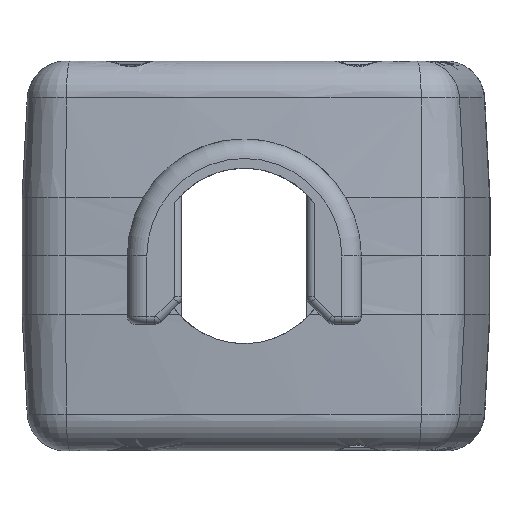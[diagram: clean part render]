
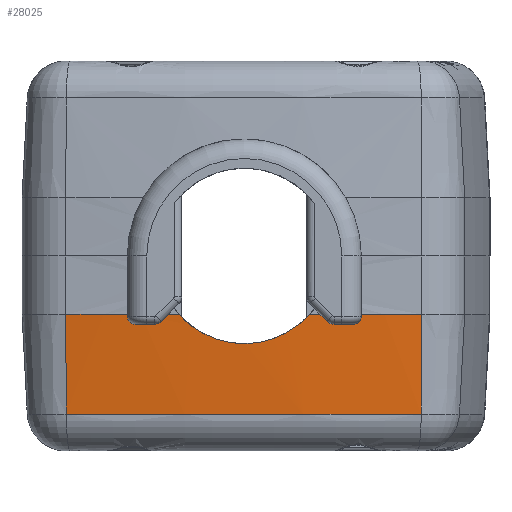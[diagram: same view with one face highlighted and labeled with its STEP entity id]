
A CAD part, front view. The second image highlights one B-rep face of the part: STEP entity #28025.
In plain terms, the highlighted conical face has half-angle 3 degrees and reference radius 90 mm.
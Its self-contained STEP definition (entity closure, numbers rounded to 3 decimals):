
#71=CONICAL_SURFACE('',#29762,90.,0.052);
#655=CIRCLE('',#29761,90.);
#656=CIRCLE('',#29763,90.);
#657=CIRCLE('',#29764,89.732);
#1231=B_SPLINE_CURVE_WITH_KNOTS('',3,(#45441,#45442,#45443,#45444,#45445),
 .UNSPECIFIED.,.F.,.F.,(4,1,4),(0.,0.004,
0.008),.UNSPECIFIED.);
#5252=ORIENTED_EDGE('',*,*,#12097,.T.);
#5253=ORIENTED_EDGE('',*,*,#12241,.T.);
#5254=ORIENTED_EDGE('',*,*,#12243,.T.);
#5255=ORIENTED_EDGE('',*,*,#12244,.F.);
#5256=ORIENTED_EDGE('',*,*,#12092,.T.);
#5257=ORIENTED_EDGE('',*,*,#12245,.F.);
#12092=EDGE_CURVE('',#15655,#15656,#18528,.T.);
#12097=EDGE_CURVE('',#15660,#15654,#18531,.T.);
#12241=EDGE_CURVE('',#15654,#15746,#655,.T.);
#12243=EDGE_CURVE('',#15746,#15747,#1231,.T.);
#12244=EDGE_CURVE('',#15655,#15747,#656,.T.);
#12245=EDGE_CURVE('',#15660,#15656,#657,.T.);
#15654=VERTEX_POINT('',#45132);
#15655=VERTEX_POINT('',#45136);
#15656=VERTEX_POINT('',#45137);
#15660=VERTEX_POINT('',#45147);
#15746=VERTEX_POINT('',#45435);
#15747=VERTEX_POINT('',#45446);
#18528=LINE('',#45135,#21566);
#18531=LINE('',#45146,#21569);
#21566=VECTOR('',#33974,1000.);
#21569=VECTOR('',#33983,1000.);
#23843=EDGE_LOOP('',(#5252,#5253,#5254,#5255,#5256,#5257));
#25443=FACE_BOUND('',#23843,.T.);
#28025=ADVANCED_FACE('',(#25443),#71,.T.);
#29761=AXIS2_PLACEMENT_3D('',#45434,#34247,#34248);
#29762=AXIS2_PLACEMENT_3D('',#45440,#34249,#34250);
#29763=AXIS2_PLACEMENT_3D('',#45447,#34251,#34252);
#29764=AXIS2_PLACEMENT_3D('',#45448,#34253,#34254);
#33974=DIRECTION('',(0.005,0.052,-0.999));
#33983=DIRECTION('',(0.005,-0.052,0.999));
#34247=DIRECTION('',(0.,0.,-1.));
#34248=DIRECTION('',(1.,0.,0.));
#34249=DIRECTION('',(0.,0.,1.));
#34250=DIRECTION('',(-1.,0.,0.));
#34251=DIRECTION('',(0.,0.,1.));
#34252=DIRECTION('',(-1.,0.,0.));
#34253=DIRECTION('',(0.,0.,-1.));
#34254=DIRECTION('',(1.,0.,0.));
#45132=CARTESIAN_POINT('',(21.997,-17.549,0.));
#45135=CARTESIAN_POINT('',(3.743,-17.523,0.));
#45136=CARTESIAN_POINT('',(3.743,-17.523,0.));
#45137=CARTESIAN_POINT('',(3.77,-17.257,-5.105));
#45146=CARTESIAN_POINT('',(21.997,-17.549,0.));
#45147=CARTESIAN_POINT('',(21.97,-17.283,-5.105));
#45434=CARTESIAN_POINT('',(13.,72.,0.));
#45435=CARTESIAN_POINT('',(16.254,-17.941,0.));
#45440=CARTESIAN_POINT('',(13.,72.,0.));
#45441=CARTESIAN_POINT('',(16.254,-17.941,0.));
#45442=CARTESIAN_POINT('',(15.405,-17.922,-0.949));
#45443=CARTESIAN_POINT('',(12.9,-17.923,-2.051));
#45444=CARTESIAN_POINT('',(10.395,-17.917,-0.949));
#45445=CARTESIAN_POINT('',(9.546,-17.934,0.));
#45446=CARTESIAN_POINT('',(9.546,-17.934,0.));
#45447=CARTESIAN_POINT('',(13.,72.,0.));
#45448=CARTESIAN_POINT('',(13.,72.,-5.105));
